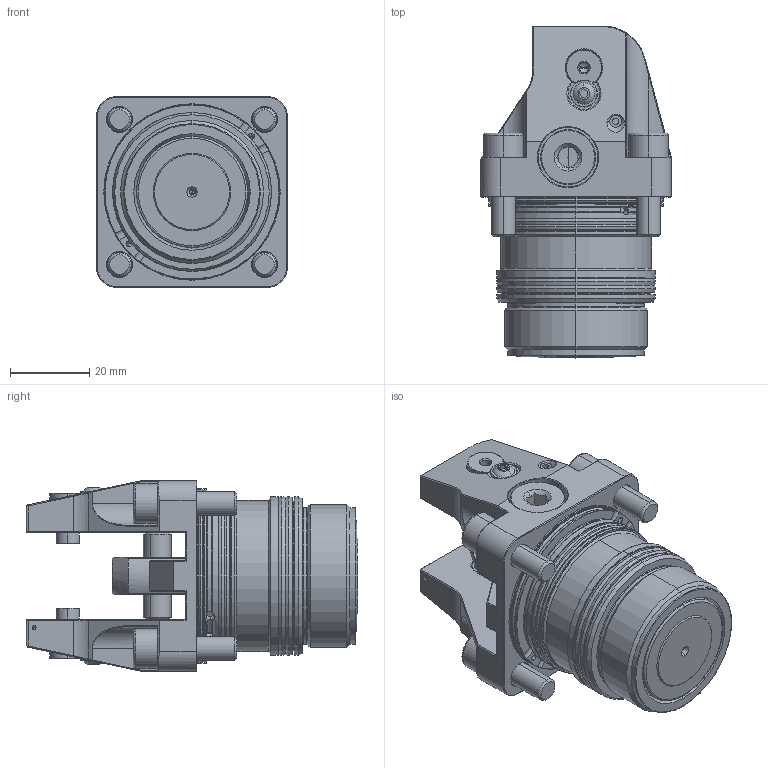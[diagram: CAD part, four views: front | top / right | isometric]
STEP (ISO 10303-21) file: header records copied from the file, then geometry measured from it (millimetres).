
FILE_DESCRIPTION (( 'STEP AP214' ), '1' );
FILE_NAME ('DLSP-A2807-000.step', '2025-10-21T10:24:53', ( '' ), ( '' ), 'SwSTEP 2.0', 'SolidWorks 2022', '' );
FILE_SCHEMA (( 'AUTOMOTIVE_DESIGN' ));
Length unit declared in the file: millimetre
Products named in the file (1): DLSP-A2807-000
Bounding box: 48 x 83.5 x 48 mm (x, y, z)
Volume: 85048.5 mm3; surface area: 31157.8 mm2
Topology: 18 solids, 19 shells, 821 faces, 1882 edges, 1117 vertices
Faces by surface type: plane 278, cone 234, cylinder 201, torus 84, bspline 20, sphere 4
Entity records: 36044 total; most frequent: CARTESIAN_POINT 8430, DIRECTION 3999, ORIENTED_EDGE 3720, EDGE_CURVE 1860, AXIS2_PLACEMENT_3D 1585, VERTEX_POINT 1117, EDGE_LOOP 901, UNCERTAINTY_MEASURE_WITH_UNIT 837
